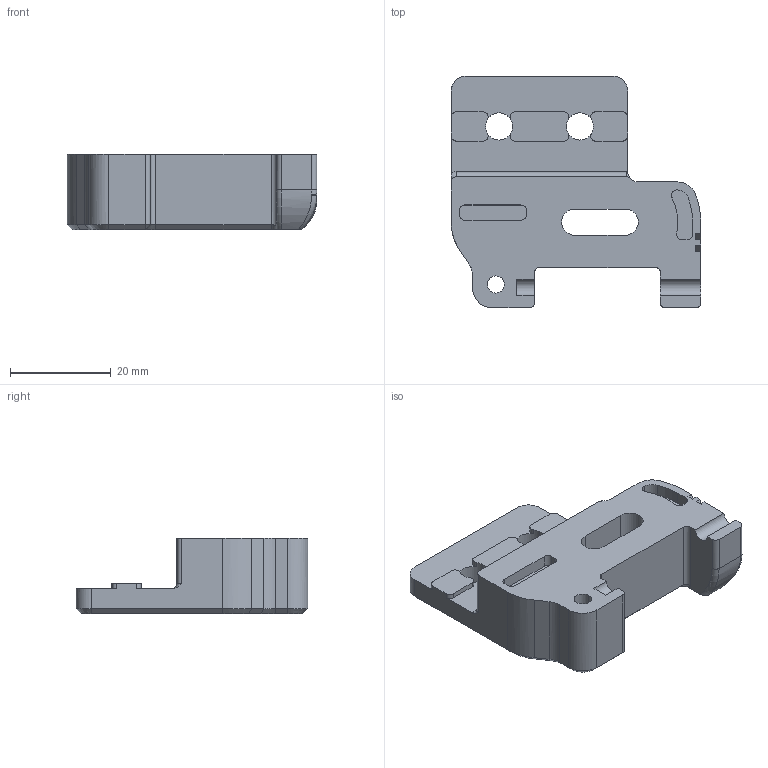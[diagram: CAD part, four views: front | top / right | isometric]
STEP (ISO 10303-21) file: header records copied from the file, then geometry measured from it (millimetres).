
FILE_DESCRIPTION((''),'2;1');
FILE_NAME('FRONT_IDLER_TOP_B','2022-02-03T13:16:39',('Pa'),(''),'CREO PARAMETRIC BY PTC INC, 2021063','CREO PARAMETRIC BY PTC INC, 2021063','');
FILE_SCHEMA(('CONFIG_CONTROL_DESIGN','SHAPE_APPEARANCE_LAYERS_GROUPS'));
Length unit declared in the file: millimetre
Products named in the file (1): FRONT_IDLER_TOP_B
Bounding box: 49.5 x 46 x 15 mm (x, y, z)
Volume: 16845.1 mm3; surface area: 6627 mm2
Topology: 1 solids, 1 shells, 141 faces, 403 edges, 264 vertices
Faces by surface type: plane 59, cylinder 52, cone 18, bspline 8, torus 4
Entity records: 6155 total; most frequent: CARTESIAN_POINT 1131, ORIENTED_EDGE 804, DIRECTION 798, PRESENTATION_STYLE_ASSIGNMENT 403, STYLED_ITEM 403, CURVE_STYLE 402, EDGE_CURVE 402, AXIS2_PLACEMENT_3D 291
